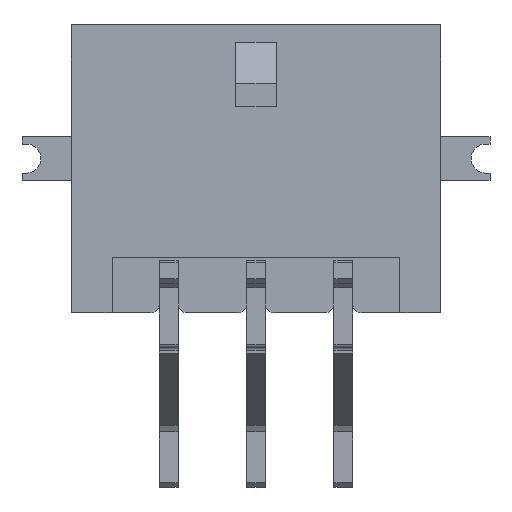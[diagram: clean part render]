
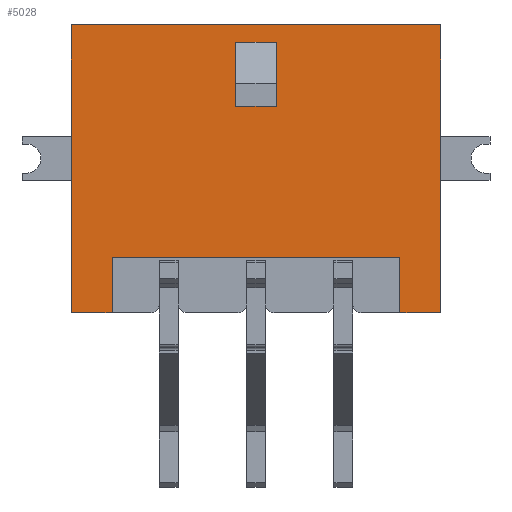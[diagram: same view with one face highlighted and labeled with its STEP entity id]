
A CAD part, left-side view. The second image highlights one B-rep face of the part: STEP entity #5028.
In plain terms, the highlighted planar face has unit normal (-1, 0, 0).
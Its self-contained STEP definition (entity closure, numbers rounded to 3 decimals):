
#644=ORIENTED_EDGE('',*,*,#1973,.T.);
#645=ORIENTED_EDGE('',*,*,#1974,.T.);
#646=ORIENTED_EDGE('',*,*,#1975,.F.);
#647=ORIENTED_EDGE('',*,*,#1976,.F.);
#648=ORIENTED_EDGE('',*,*,#1977,.F.);
#649=ORIENTED_EDGE('',*,*,#1941,.F.);
#650=ORIENTED_EDGE('',*,*,#1965,.T.);
#651=ORIENTED_EDGE('',*,*,#1705,.T.);
#652=ORIENTED_EDGE('',*,*,#1967,.F.);
#653=ORIENTED_EDGE('',*,*,#1949,.F.);
#654=ORIENTED_EDGE('',*,*,#1978,.F.);
#655=ORIENTED_EDGE('',*,*,#1979,.F.);
#1705=EDGE_CURVE('',#2426,#2425,#2924,.T.);
#1941=EDGE_CURVE('',#2598,#2594,#3136,.T.);
#1949=EDGE_CURVE('',#2604,#2605,#3144,.T.);
#1965=EDGE_CURVE('',#2598,#2426,#3160,.T.);
#1967=EDGE_CURVE('',#2605,#2425,#3162,.T.);
#1973=EDGE_CURVE('',#2615,#2616,#3168,.T.);
#1974=EDGE_CURVE('',#2616,#2617,#3169,.T.);
#1975=EDGE_CURVE('',#2618,#2617,#3170,.T.);
#1976=EDGE_CURVE('',#2615,#2618,#3171,.T.);
#1977=EDGE_CURVE('',#2594,#2619,#3172,.T.);
#1978=EDGE_CURVE('',#2620,#2604,#3173,.T.);
#1979=EDGE_CURVE('',#2619,#2620,#3174,.T.);
#2425=VERTEX_POINT('',#7087);
#2426=VERTEX_POINT('',#7089);
#2594=VERTEX_POINT('',#7538);
#2598=VERTEX_POINT('',#7547);
#2604=VERTEX_POINT('',#7563);
#2605=VERTEX_POINT('',#7565);
#2615=VERTEX_POINT('',#7605);
#2616=VERTEX_POINT('',#7606);
#2617=VERTEX_POINT('',#7608);
#2618=VERTEX_POINT('',#7610);
#2619=VERTEX_POINT('',#7613);
#2620=VERTEX_POINT('',#7615);
#2924=LINE('',#7088,#3613);
#3136=LINE('',#7548,#3825);
#3144=LINE('',#7564,#3833);
#3160=LINE('',#7591,#3849);
#3162=LINE('',#7594,#3851);
#3168=LINE('',#7604,#3857);
#3169=LINE('',#7607,#3858);
#3170=LINE('',#7609,#3859);
#3171=LINE('',#7611,#3860);
#3172=LINE('',#7612,#3861);
#3173=LINE('',#7614,#3862);
#3174=LINE('',#7616,#3863);
#3613=VECTOR('',#5700,1000.);
#3825=VECTOR('',#6062,1000.);
#3833=VECTOR('',#6074,1000.);
#3849=VECTOR('',#6094,1000.);
#3851=VECTOR('',#6098,1000.);
#3857=VECTOR('',#6110,1000.);
#3858=VECTOR('',#6111,1000.);
#3859=VECTOR('',#6112,1000.);
#3860=VECTOR('',#6113,1000.);
#3861=VECTOR('',#6114,1000.);
#3862=VECTOR('',#6115,1000.);
#3863=VECTOR('',#6116,1000.);
#4270=EDGE_LOOP('',(#644,#645,#646,#647));
#4271=EDGE_LOOP('',(#648,#649,#650,#651,#652,#653,#654,#655));
#4539=FACE_BOUND('',#4270,.T.);
#4540=FACE_BOUND('',#4271,.T.);
#4786=PLANE('',#5353);
#5028=ADVANCED_FACE('',(#4539,#4540),#4786,.T.);
#5353=AXIS2_PLACEMENT_3D('',#7603,#6108,#6109);
#5700=DIRECTION('',(0.,1.,0.));
#6062=DIRECTION('',(0.,1.,0.));
#6074=DIRECTION('',(0.,1.,0.));
#6094=DIRECTION('',(0.,0.,1.));
#6098=DIRECTION('',(0.,0.,1.));
#6108=DIRECTION('',(-1.,0.,0.));
#6109=DIRECTION('',(0.,0.,1.));
#6110=DIRECTION('',(0.,0.,1.));
#6111=DIRECTION('',(0.,-1.,0.));
#6112=DIRECTION('',(0.,0.,1.));
#6113=DIRECTION('',(0.,-1.,0.));
#6114=DIRECTION('',(0.,0.,1.));
#6115=DIRECTION('',(0.,0.,-1.));
#6116=DIRECTION('',(0.,1.,0.));
#7087=CARTESIAN_POINT('',(-3.43,6.35,4.95));
#7088=CARTESIAN_POINT('',(-3.43,-6.35,4.95));
#7089=CARTESIAN_POINT('',(-3.43,-6.35,4.95));
#7538=CARTESIAN_POINT('',(-3.43,-4.95,-4.95));
#7547=CARTESIAN_POINT('',(-3.43,-6.35,-4.95));
#7548=CARTESIAN_POINT('',(-3.43,-6.35,-4.95));
#7563=CARTESIAN_POINT('',(-3.43,4.95,-4.95));
#7564=CARTESIAN_POINT('',(-3.43,-6.35,-4.95));
#7565=CARTESIAN_POINT('',(-3.43,6.35,-4.95));
#7591=CARTESIAN_POINT('',(-3.43,-6.35,-4.95));
#7594=CARTESIAN_POINT('',(-3.43,6.35,-4.95));
#7603=CARTESIAN_POINT('',(-3.43,-6.35,-4.95));
#7604=CARTESIAN_POINT('',(-3.43,0.7,2.15));
#7605=CARTESIAN_POINT('',(-3.43,0.7,2.15));
#7606=CARTESIAN_POINT('',(-3.43,0.7,4.35));
#7607=CARTESIAN_POINT('',(-3.43,0.7,4.35));
#7608=CARTESIAN_POINT('',(-3.43,-0.7,4.35));
#7609=CARTESIAN_POINT('',(-3.43,-0.7,2.15));
#7610=CARTESIAN_POINT('',(-3.43,-0.7,2.15));
#7611=CARTESIAN_POINT('',(-3.43,0.7,2.15));
#7612=CARTESIAN_POINT('',(-3.43,-4.95,-4.95));
#7613=CARTESIAN_POINT('',(-3.43,-4.95,-3.05));
#7614=CARTESIAN_POINT('',(-3.43,4.95,-3.05));
#7615=CARTESIAN_POINT('',(-3.43,4.95,-3.05));
#7616=CARTESIAN_POINT('',(-3.43,-4.95,-3.05));
